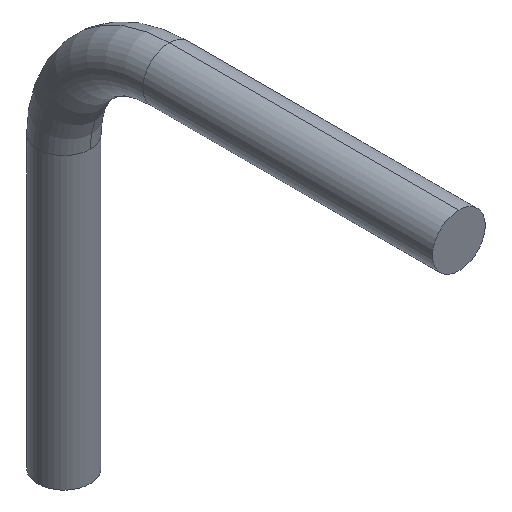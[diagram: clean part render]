
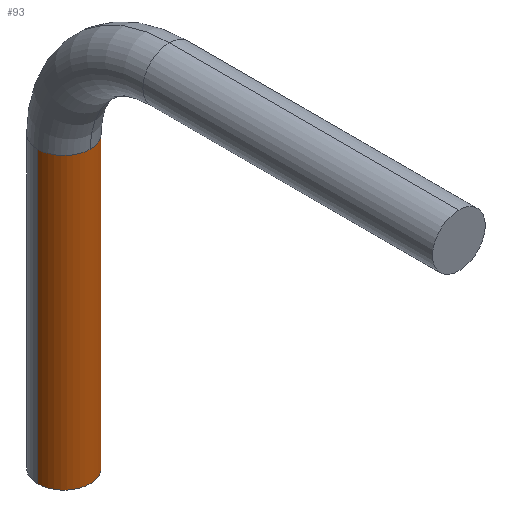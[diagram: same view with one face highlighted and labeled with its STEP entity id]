
A CAD part, isometric view. The second image highlights one B-rep face of the part: STEP entity #93.
In plain terms, the highlighted cylindrical face has radius 0.4 mm (diameter 0.8 mm), a partial arc.
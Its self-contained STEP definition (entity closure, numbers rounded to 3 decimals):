
#2 = VERTEX_POINT ( 'NONE', #142 ) ;
#3 = EDGE_CURVE ( 'NONE', #143, #2, #192, .T. ) ;
#8 = CARTESIAN_POINT ( 'NONE',  ( 0., -0.4, -1.6 ) ) ;
#17 = CARTESIAN_POINT ( 'NONE',  ( -0.4, 0., -1.6 ) ) ;
#26 = AXIS2_PLACEMENT_3D ( 'NONE', #147, #141, #184 ) ;
#27 = VECTOR ( 'NONE', #86, 1000. ) ;
#31 = ORIENTED_EDGE ( 'NONE', *, *, #146, .F. ) ;
#39 = ORIENTED_EDGE ( 'NONE', *, *, #120, .T. ) ;
#43 = VERTEX_POINT ( 'NONE', #105 ) ;
#48 = CARTESIAN_POINT ( 'NONE',  ( -0.4, 0., -1.6 ) ) ;
#54 = DIRECTION ( 'NONE',  ( 0., 0., -1. ) ) ;
#56 = EDGE_CURVE ( 'NONE', #43, #75, #240, .T. ) ;
#58 = AXIS2_PLACEMENT_3D ( 'NONE', #186, #164, #64 ) ;
#64 = DIRECTION ( 'NONE',  ( -1., 0., 0. ) ) ;
#75 = VERTEX_POINT ( 'NONE', #8 ) ;
#86 = DIRECTION ( 'NONE',  ( 0., 0., -1. ) ) ;
#93 = ADVANCED_FACE ( 'NONE', ( #176 ), #148, .T. ) ;
#99 = ORIENTED_EDGE ( 'NONE', *, *, #3, .T. ) ;
#103 = ORIENTED_EDGE ( 'NONE', *, *, #106, .F. ) ;
#105 = CARTESIAN_POINT ( 'NONE',  ( 0.4, 0., -1.6 ) ) ;
#106 = EDGE_CURVE ( 'NONE', #43, #247, #171, .T. ) ;
#110 = DIRECTION ( 'NONE',  ( -1., 0., 0. ) ) ;
#120 = EDGE_CURVE ( 'NONE', #75, #143, #126, .T. ) ;
#126 = CIRCLE ( 'NONE', #222, 0.4 ) ;
#133 = CARTESIAN_POINT ( 'NONE',  ( 0.4, 0., -6. ) ) ;
#137 = VECTOR ( 'NONE', #144, 1000. ) ;
#141 = DIRECTION ( 'NONE',  ( 0., 0., -1. ) ) ;
#142 = CARTESIAN_POINT ( 'NONE',  ( -0.4, 0., -6. ) ) ;
#143 = VERTEX_POINT ( 'NONE', #17 ) ;
#144 = DIRECTION ( 'NONE',  ( 0., 0., -1. ) ) ;
#146 = EDGE_CURVE ( 'NONE', #247, #2, #181, .T. ) ;
#147 = CARTESIAN_POINT ( 'NONE',  ( 0., 0., -1.6 ) ) ;
#148 = CYLINDRICAL_SURFACE ( 'NONE', #26, 0.4 ) ;
#151 = CARTESIAN_POINT ( 'NONE',  ( 0., 0., -6. ) ) ;
#164 = DIRECTION ( 'NONE',  ( 0., 0., -1. ) ) ;
#170 = CARTESIAN_POINT ( 'NONE',  ( 0., 0., -1.6 ) ) ;
#171 = LINE ( 'NONE', #234, #27 ) ;
#172 = EDGE_LOOP ( 'NONE', ( #103, #188, #39, #99, #31 ) ) ;
#176 = FACE_OUTER_BOUND ( 'NONE', #172, .T. ) ;
#181 = CIRCLE ( 'NONE', #224, 0.4 ) ;
#184 = DIRECTION ( 'NONE',  ( -1., 0., 0. ) ) ;
#186 = CARTESIAN_POINT ( 'NONE',  ( 0., 0., -1.6 ) ) ;
#188 = ORIENTED_EDGE ( 'NONE', *, *, #56, .T. ) ;
#192 = LINE ( 'NONE', #48, #137 ) ;
#211 = DIRECTION ( 'NONE',  ( 0., 0., -1. ) ) ;
#222 = AXIS2_PLACEMENT_3D ( 'NONE', #170, #54, #110 ) ;
#224 = AXIS2_PLACEMENT_3D ( 'NONE', #151, #211, #256 ) ;
#234 = CARTESIAN_POINT ( 'NONE',  ( 0.4, 0., -1.6 ) ) ;
#240 = CIRCLE ( 'NONE', #58, 0.4 ) ;
#247 = VERTEX_POINT ( 'NONE', #133 ) ;
#256 = DIRECTION ( 'NONE',  ( -1., 0., 0. ) ) ;
